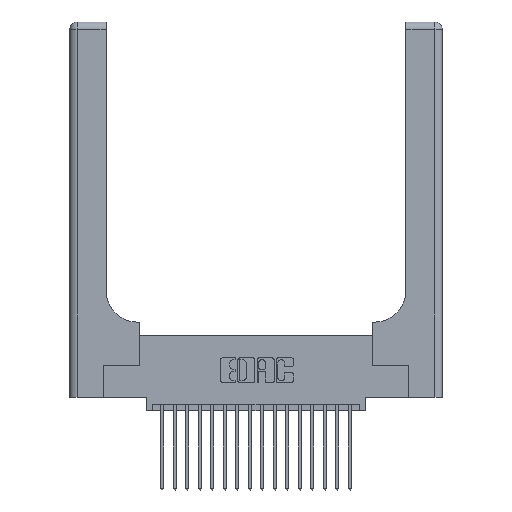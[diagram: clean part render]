
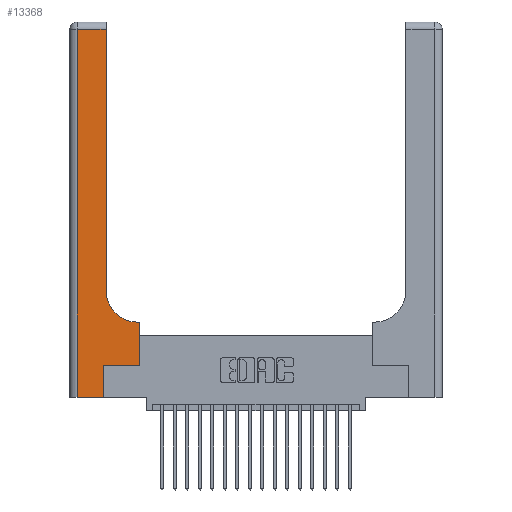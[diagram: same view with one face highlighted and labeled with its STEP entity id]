
A CAD part, top view. The second image highlights one B-rep face of the part: STEP entity #13368.
In plain terms, the highlighted planar face has unit normal (0, 0, 1).
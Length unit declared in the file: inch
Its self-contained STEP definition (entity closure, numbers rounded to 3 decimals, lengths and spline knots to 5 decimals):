
#312 = VERTEX_POINT ( 'NONE', #19975 ) ;
#543 = CARTESIAN_POINT ( 'NONE',  ( 0.5585, 0.6, 0.37 ) ) ;
#681 = CARTESIAN_POINT ( 'NONE',  ( 0.5415, 0.85, 0.37 ) ) ;
#1244 = VERTEX_POINT ( 'NONE', #543 ) ;
#1259 = CARTESIAN_POINT ( 'NONE',  ( 0.06, 0., 0.37 ) ) ;
#1378 = ORIENTED_EDGE ( 'NONE', *, *, #8025, .T. ) ;
#1816 = EDGE_CURVE ( 'NONE', #1244, #312, #3849, .T. ) ;
#1843 = LINE ( 'NONE', #12181, #16082 ) ;
#2006 = LINE ( 'NONE', #11665, #10471 ) ;
#2460 = DIRECTION ( 'NONE',  ( 1., 0., 0. ) ) ;
#2629 = AXIS2_PLACEMENT_3D ( 'NONE', #681, #12457, #2460 ) ;
#3358 = DIRECTION ( 'NONE',  ( -1., 0., 0. ) ) ;
#3461 = CARTESIAN_POINT ( 'NONE',  ( 0.5585, 0.25, 0.37 ) ) ;
#3602 = LINE ( 'NONE', #19367, #16201 ) ;
#3809 = LINE ( 'NONE', #5333, #12114 ) ;
#3849 = LINE ( 'NONE', #9117, #20676 ) ;
#3889 = DIRECTION ( 'NONE',  ( 1., 0., 0. ) ) ;
#4153 = CARTESIAN_POINT ( 'NONE',  ( 0.5585, 0.25, 0.37 ) ) ;
#4226 = DIRECTION ( 'NONE',  ( 0., 1., 0. ) ) ;
#4642 = VERTEX_POINT ( 'NONE', #3461 ) ;
#5333 = CARTESIAN_POINT ( 'NONE',  ( 0.2915, 3., 0.37 ) ) ;
#5437 = LINE ( 'NONE', #5504, #17898 ) ;
#5504 = CARTESIAN_POINT ( 'NONE',  ( 0., 0., 0.37 ) ) ;
#5566 = EDGE_CURVE ( 'NONE', #12638, #18652, #3602, .T. ) ;
#6657 = EDGE_CURVE ( 'NONE', #18652, #9543, #5437, .T. ) ;
#6718 = VECTOR ( 'NONE', #4226, 39.37008 ) ;
#6780 = AXIS2_PLACEMENT_3D ( 'NONE', #8402, #13289, #3358 ) ;
#6820 = EDGE_CURVE ( 'NONE', #4642, #1244, #15411, .T. ) ;
#7016 = DIRECTION ( 'NONE',  ( 0., 1., 0. ) ) ;
#7239 = DIRECTION ( 'NONE',  ( -1., 0., 0. ) ) ;
#7285 = CARTESIAN_POINT ( 'NONE',  ( 0.269, 0.25, 0.37 ) ) ;
#7622 = ORIENTED_EDGE ( 'NONE', *, *, #6657, .T. ) ;
#8025 = EDGE_CURVE ( 'NONE', #11295, #4642, #20354, .T. ) ;
#8402 = CARTESIAN_POINT ( 'NONE',  ( 0., 3., 0.37 ) ) ;
#8467 = DIRECTION ( 'NONE',  ( 0., 1., 0. ) ) ;
#8584 = ORIENTED_EDGE ( 'NONE', *, *, #1816, .T. ) ;
#8973 = DIRECTION ( 'NONE',  ( -1., 0., 0. ) ) ;
#9117 = CARTESIAN_POINT ( 'NONE',  ( 0.2915, 0.6, 0.37 ) ) ;
#9227 = VERTEX_POINT ( 'NONE', #18545 ) ;
#9233 = EDGE_CURVE ( 'NONE', #9227, #12638, #1843, .T. ) ;
#9543 = VERTEX_POINT ( 'NONE', #13151 ) ;
#9721 = ORIENTED_EDGE ( 'NONE', *, *, #13037, .T. ) ;
#10471 = VECTOR ( 'NONE', #8467, 39.37008 ) ;
#11068 = CARTESIAN_POINT ( 'NONE',  ( 0.06, 2.94, 0.37 ) ) ;
#11295 = VERTEX_POINT ( 'NONE', #11535 ) ;
#11535 = CARTESIAN_POINT ( 'NONE',  ( 0.269, 0.25, 0.37 ) ) ;
#11665 = CARTESIAN_POINT ( 'NONE',  ( 0.269, 0., 0.37 ) ) ;
#12114 = VECTOR ( 'NONE', #7016, 39.37008 ) ;
#12181 = CARTESIAN_POINT ( 'NONE',  ( 0., 2.94, 0.37 ) ) ;
#12314 = ORIENTED_EDGE ( 'NONE', *, *, #16920, .T. ) ;
#12457 = DIRECTION ( 'NONE',  ( 0., 0., -1. ) ) ;
#12638 = VERTEX_POINT ( 'NONE', #11068 ) ;
#13037 = EDGE_CURVE ( 'NONE', #312, #17332, #13905, .T. ) ;
#13151 = CARTESIAN_POINT ( 'NONE',  ( 0.269, 0., 0.37 ) ) ;
#13289 = DIRECTION ( 'NONE',  ( 0., 0., -1. ) ) ;
#13368 = ADVANCED_FACE ( 'NONE', ( #16405 ), #21270, .F. ) ;
#13688 = DIRECTION ( 'NONE',  ( 1., 0., 0. ) ) ;
#13905 = CIRCLE ( 'NONE', #2629, 0.25 ) ;
#14128 = ORIENTED_EDGE ( 'NONE', *, *, #9233, .T. ) ;
#15411 = LINE ( 'NONE', #4153, #6718 ) ;
#15599 = VECTOR ( 'NONE', #3889, 39.37008 ) ;
#16082 = VECTOR ( 'NONE', #7239, 39.37008 ) ;
#16201 = VECTOR ( 'NONE', #17756, 39.37008 ) ;
#16405 = FACE_OUTER_BOUND ( 'NONE', #20057, .T. ) ;
#16920 = EDGE_CURVE ( 'NONE', #9543, #11295, #2006, .T. ) ;
#17332 = VERTEX_POINT ( 'NONE', #17875 ) ;
#17756 = DIRECTION ( 'NONE',  ( 0., -1., 0. ) ) ;
#17875 = CARTESIAN_POINT ( 'NONE',  ( 0.2915, 0.85, 0.37 ) ) ;
#17898 = VECTOR ( 'NONE', #13688, 39.37008 ) ;
#17907 = ORIENTED_EDGE ( 'NONE', *, *, #18891, .T. ) ;
#18545 = CARTESIAN_POINT ( 'NONE',  ( 0.2915, 2.94, 0.37 ) ) ;
#18652 = VERTEX_POINT ( 'NONE', #1259 ) ;
#18891 = EDGE_CURVE ( 'NONE', #17332, #9227, #3809, .T. ) ;
#19326 = ORIENTED_EDGE ( 'NONE', *, *, #6820, .T. ) ;
#19367 = CARTESIAN_POINT ( 'NONE',  ( 0.06, 3., 0.37 ) ) ;
#19975 = CARTESIAN_POINT ( 'NONE',  ( 0.5415, 0.6, 0.37 ) ) ;
#20057 = EDGE_LOOP ( 'NONE', ( #17907, #14128, #21106, #7622, #12314, #1378, #19326, #8584, #9721 ) ) ;
#20354 = LINE ( 'NONE', #7285, #15599 ) ;
#20676 = VECTOR ( 'NONE', #8973, 39.37008 ) ;
#21106 = ORIENTED_EDGE ( 'NONE', *, *, #5566, .T. ) ;
#21270 = PLANE ( 'NONE',  #6780 ) ;
